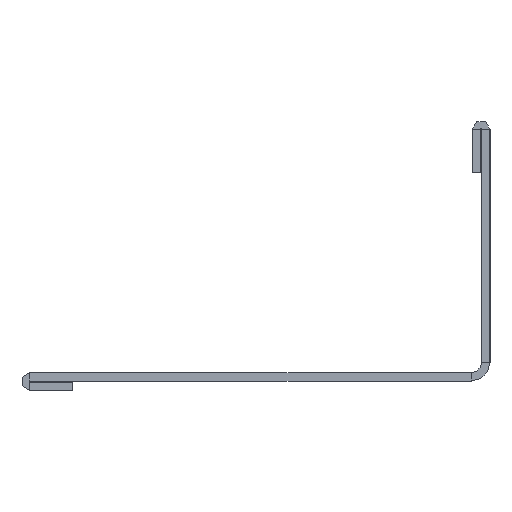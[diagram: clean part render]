
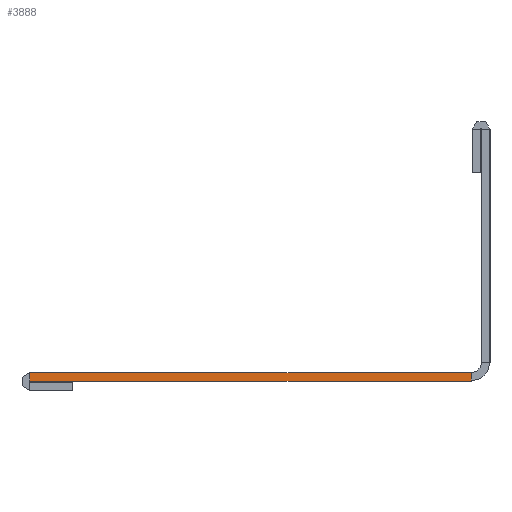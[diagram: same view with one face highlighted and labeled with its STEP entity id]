
A CAD part, left-side view. The second image highlights one B-rep face of the part: STEP entity #3888.
In plain terms, the highlighted planar face has unit normal (-1, 0, 0).
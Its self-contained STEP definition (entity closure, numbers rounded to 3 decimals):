
#291 = DIRECTION ( 'NONE',  ( 0., 0., 1. ) ) ;
#335 = VECTOR ( 'NONE', #2088, 1000. ) ;
#461 = DIRECTION ( 'NONE',  ( 0., 0., 1. ) ) ;
#814 = VECTOR ( 'NONE', #932, 1000. ) ;
#932 = DIRECTION ( 'NONE',  ( 0., 1., 0. ) ) ;
#989 = VERTEX_POINT ( 'NONE', #8275 ) ;
#1162 = ORIENTED_EDGE ( 'NONE', *, *, #2630, .F. ) ;
#1272 = LINE ( 'NONE', #4143, #335 ) ;
#1518 = ORIENTED_EDGE ( 'NONE', *, *, #6610, .T. ) ;
#2088 = DIRECTION ( 'NONE',  ( 0., 1., 0. ) ) ;
#2296 = ORIENTED_EDGE ( 'NONE', *, *, #7143, .F. ) ;
#2630 = EDGE_CURVE ( 'NONE', #4567, #989, #6107, .T. ) ;
#2907 = CARTESIAN_POINT ( 'NONE',  ( 0., 1.8, -25. ) ) ;
#3059 = VECTOR ( 'NONE', #4138, 1000. ) ;
#3154 = PLANE ( 'NONE',  #4583 ) ;
#3452 = LINE ( 'NONE', #2907, #8363 ) ;
#3496 = CARTESIAN_POINT ( 'NONE',  ( 0., 0., -25. ) ) ;
#3557 = CARTESIAN_POINT ( 'NONE',  ( 0., 44.15, -24.2 ) ) ;
#3888 = ADVANCED_FACE ( 'NONE', ( #4646 ), #3154, .T. ) ;
#4138 = DIRECTION ( 'NONE',  ( 0., 0., 1. ) ) ;
#4143 = CARTESIAN_POINT ( 'NONE',  ( 0., 0., -24.2 ) ) ;
#4567 = VERTEX_POINT ( 'NONE', #5569 ) ;
#4583 = AXIS2_PLACEMENT_3D ( 'NONE', #8416, #7769, #461 ) ;
#4646 = FACE_OUTER_BOUND ( 'NONE', #6311, .T. ) ;
#4977 = VERTEX_POINT ( 'NONE', #3557 ) ;
#5413 = LINE ( 'NONE', #5516, #3059 ) ;
#5516 = CARTESIAN_POINT ( 'NONE',  ( 0., 44.15, -25. ) ) ;
#5569 = CARTESIAN_POINT ( 'NONE',  ( 0., 1.8, -25. ) ) ;
#6107 = LINE ( 'NONE', #3496, #814 ) ;
#6311 = EDGE_LOOP ( 'NONE', ( #2296, #1162, #6645, #1518 ) ) ;
#6610 = EDGE_CURVE ( 'NONE', #6993, #4977, #1272, .T. ) ;
#6645 = ORIENTED_EDGE ( 'NONE', *, *, #6707, .T. ) ;
#6683 = CARTESIAN_POINT ( 'NONE',  ( 0., 1.8, -24.2 ) ) ;
#6707 = EDGE_CURVE ( 'NONE', #4567, #6993, #3452, .T. ) ;
#6993 = VERTEX_POINT ( 'NONE', #6683 ) ;
#7143 = EDGE_CURVE ( 'NONE', #989, #4977, #5413, .T. ) ;
#7769 = DIRECTION ( 'NONE',  ( -1., 0., 0. ) ) ;
#8275 = CARTESIAN_POINT ( 'NONE',  ( 0., 44.15, -25. ) ) ;
#8363 = VECTOR ( 'NONE', #291, 1000. ) ;
#8416 = CARTESIAN_POINT ( 'NONE',  ( 0., 0.8, -23.2 ) ) ;
